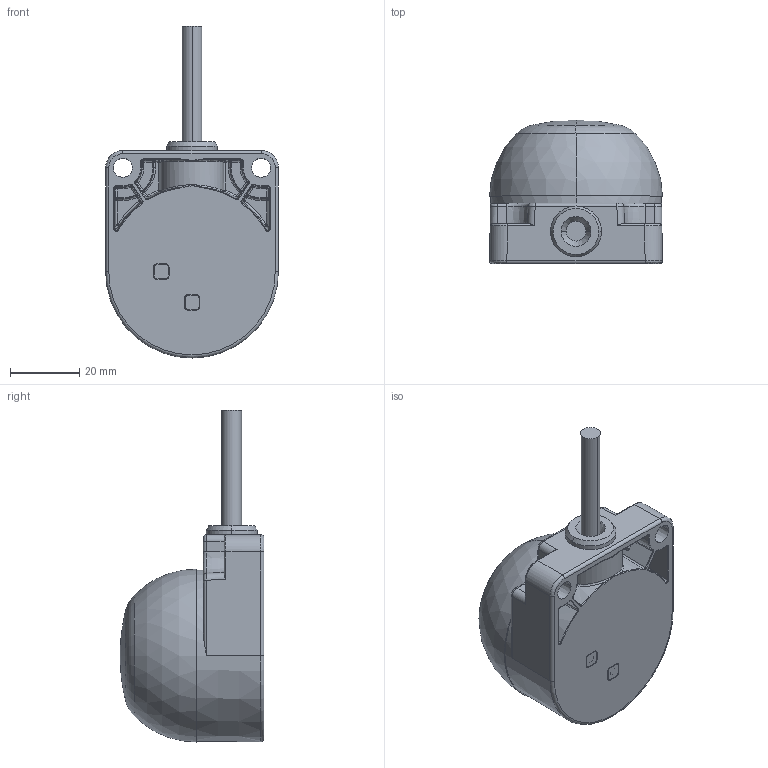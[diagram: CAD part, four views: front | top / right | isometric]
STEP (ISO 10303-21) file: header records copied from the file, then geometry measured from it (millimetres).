
FILE_DESCRIPTION((''),'2;1');
FILE_NAME('174384_ASM','2013-08-19T',('pdmadmin'),(''),'PRO/ENGINEER BY PARAMETRIC TECHNOLOGY CORPORATION, 2012300','PRO/ENGINEER BY PARAMETRIC TECHNOLOGY CORPORATION, 2012300','');
FILE_SCHEMA(('CONFIG_CONTROL_DESIGN'));
Length unit declared in the file: millimetre
Products named in the file (6): 143967; 159448; 69966; 32626; CABLE_225_BLACK; 174384_ASM
Assembly tree (6 placements, depth 2):
  174384_ASM
    143967
    159448
    69966  x2
    32626
    CABLE_225_BLACK
Bounding box: 50 x 41.6 x 96.04 mm (x, y, z)
Volume: 33401.7 mm3; surface area: 26471.7 mm2
Topology: 6 solids, 6 shells, 774 faces, 1916 edges, 1173 vertices
Faces by surface type: cylinder 306, plane 223, bspline 102, torus 53, sphere 48, cone 40, extrusion 2
Entity records: 27589 total; most frequent: CARTESIAN_POINT 9587, DIRECTION 3799, ORIENTED_EDGE 3780, EDGE_CURVE 1890, AXIS2_PLACEMENT_3D 1474, VERTEX_POINT 1157, VECTOR 851, LINE 849
